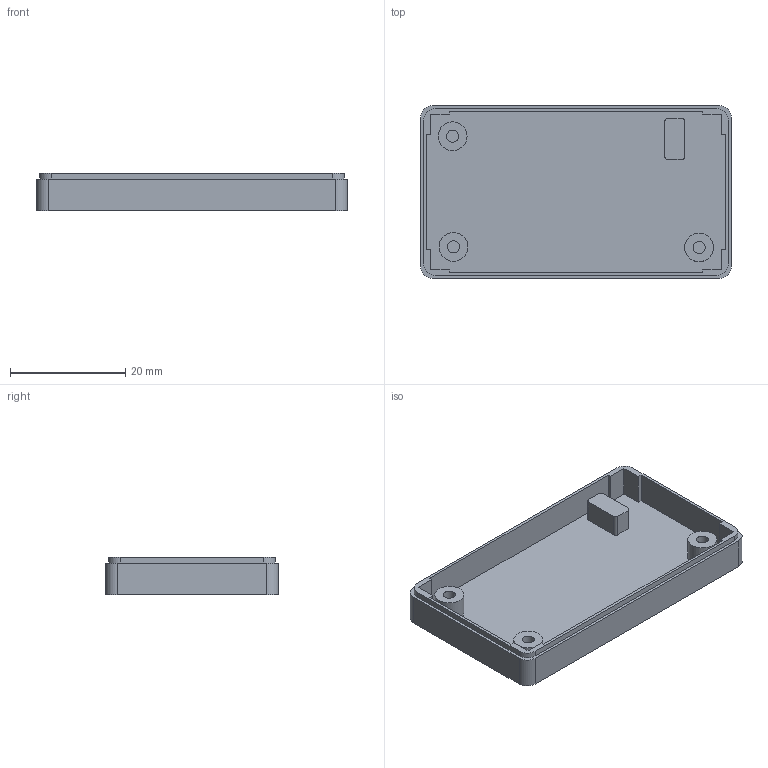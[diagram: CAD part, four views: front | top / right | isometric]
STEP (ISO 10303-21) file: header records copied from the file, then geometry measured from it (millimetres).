
FILE_DESCRIPTION(('FreeCAD Model'),'2;1');
FILE_NAME('Open CASCADE Shape Model','2024-01-09T14:51:31',('Author'),( ''),'Open CASCADE STEP processor 7.5','FreeCAD','Unknown');
FILE_SCHEMA(('AUTOMOTIVE_DESIGN { 1 0 10303 214 1 1 1 1 }'));
Length unit declared in the file: millimetre
Products named in the file (2): environment-sensor-enclosure-bottom; SOLID
Assembly tree (1 placements, depth 2):
  environment-sensor-enclosure-bottom
    SOLID
Bounding box: 54 x 30 x 6.5 mm (x, y, z)
Volume: 2800.5 mm3; surface area: 5519.5 mm2
Topology: 1 solids, 1 shells, 61 faces, 150 edges, 100 vertices
Faces by surface type: plane 43, cylinder 18
Full cylindrical faces by diameter (mm): 2.1 x3, 5 x3
Entity records: 3820 total; most frequent: CARTESIAN_POINT 697, DIRECTION 598, LINE 378, VECTOR 378, ORIENTED_EDGE 300, PCURVE 300, DEFINITIONAL_REPRESENTATION 300, EDGE_CURVE 150
